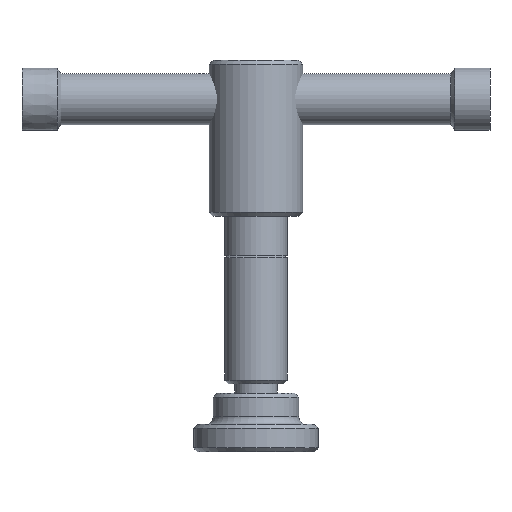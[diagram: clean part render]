
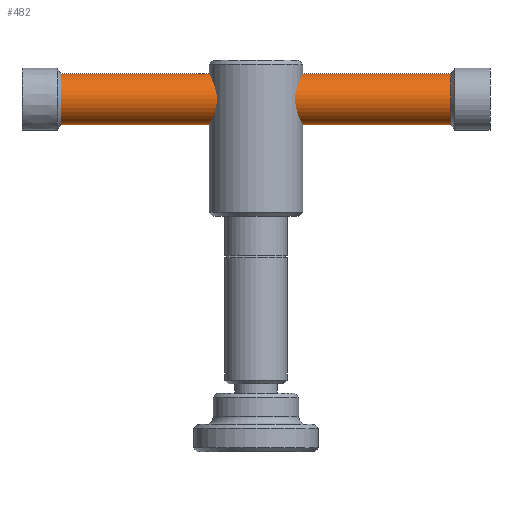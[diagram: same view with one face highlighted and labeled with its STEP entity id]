
A CAD part, front view. The second image highlights one B-rep face of the part: STEP entity #482.
In plain terms, the highlighted cylindrical face has radius 6.5 mm (diameter 13 mm), a partial arc.
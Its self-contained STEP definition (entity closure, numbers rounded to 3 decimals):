
#370=VERTEX_POINT('',#992);
#400=VERTEX_POINT('',#1025);
#410=EDGE_CURVE('',#924,#884,#1036,.T.);
#440=EDGE_CURVE('',#370,#400,#1070,.T.);
#482=ADVANCED_FACE('',(#1118),#1119,.T.);
#656=EDGE_CURVE('',#924,#370,#1320,.T.);
#818=EDGE_CURVE('',#400,#884,#1503,.T.);
#884=VERTEX_POINT('',#1577);
#924=VERTEX_POINT('',#1620);
#992=CARTESIAN_POINT('',(50.0,0.0,96.9));
#1025=CARTESIAN_POINT('',(50.0,0.,83.9));
#1036=CIRCLE('',#1754,6.5);
#1070=CIRCLE('',#1796,6.5);
#1118=FACE_OUTER_BOUND('',#1857,.T.);
#1119=CYLINDRICAL_SURFACE('',#1858,6.5);
#1320=LINE('',#2121,#2122);
#1503=LINE('',#2354,#2355);
#1577=CARTESIAN_POINT('',(-50.0,0.,83.9));
#1620=CARTESIAN_POINT('',(-50.0,0.0,96.9));
#1754=AXIS2_PLACEMENT_3D('',#2617,#2618,#2619);
#1796=AXIS2_PLACEMENT_3D('',#2663,#2664,#2665);
#1857=EDGE_LOOP('',(#2731,#2732,#2733,#2734));
#1858=AXIS2_PLACEMENT_3D('',#2735,#2736,#2737);
#2121=CARTESIAN_POINT('',(0.0,0.,96.9));
#2122=VECTOR('',#3000,1.0);
#2354=CARTESIAN_POINT('',(0.0,0.,83.9));
#2355=VECTOR('',#3258,1.0);
#2617=CARTESIAN_POINT('',(-50.0,0.0,90.4));
#2618=DIRECTION('',(1.0,0.0,-0.0));
#2619=DIRECTION('',(0.0,0.0,1.0));
#2663=CARTESIAN_POINT('',(50.0,0.0,90.4));
#2664=DIRECTION('',(1.0,0.0,-0.0));
#2665=DIRECTION('',(0.0,0.0,1.0));
#2731=ORIENTED_EDGE('',*,*,#656,.F.);
#2732=ORIENTED_EDGE('',*,*,#410,.T.);
#2733=ORIENTED_EDGE('',*,*,#818,.F.);
#2734=ORIENTED_EDGE('',*,*,#440,.F.);
#2735=CARTESIAN_POINT('',(0.0,0.0,90.4));
#2736=DIRECTION('',(-1.0,-0.0,0.0));
#2737=DIRECTION('',(0.0,0.0,1.0));
#3000=DIRECTION('',(1.0,0.0,0.0));
#3258=DIRECTION('',(-1.0,-0.0,-0.0));
